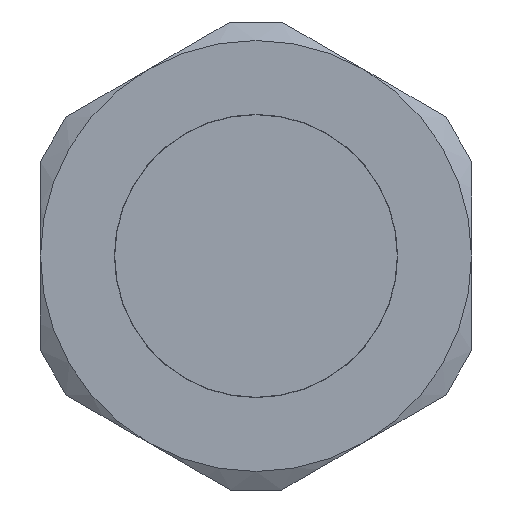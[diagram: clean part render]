
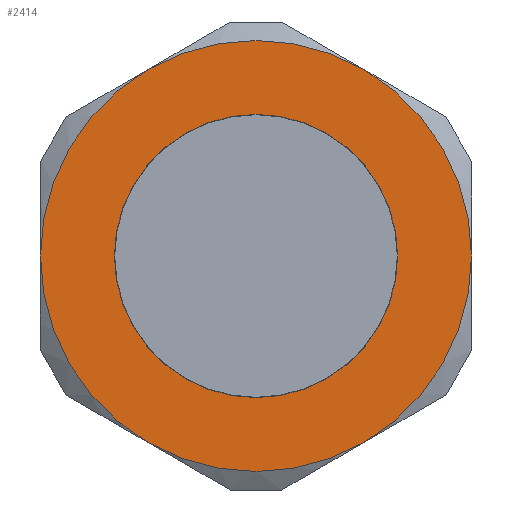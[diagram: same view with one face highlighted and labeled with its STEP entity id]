
A CAD part, front view. The second image highlights one B-rep face of the part: STEP entity #2414.
In plain terms, the highlighted planar face has unit normal (0, -1, 0).
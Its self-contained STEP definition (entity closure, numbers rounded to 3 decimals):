
#231=CARTESIAN_POINT('',(0.,1.95,0.));
#232=DIRECTION('',(0.,-1.,0.));
#233=DIRECTION('',(0.,0.,-1.));
#234=AXIS2_PLACEMENT_3D('',#231,#232,#233);
#236=CARTESIAN_POINT('',(0.,1.95,0.));
#237=DIRECTION('',(0.,1.,0.));
#238=DIRECTION('',(0.,0.,-1.));
#239=AXIS2_PLACEMENT_3D('',#236,#237,#238);
#241=CARTESIAN_POINT('',(0.,1.95,0.));
#242=DIRECTION('',(0.,-1.,0.));
#243=DIRECTION('',(1.,0.,0.));
#244=AXIS2_PLACEMENT_3D('',#241,#242,#243);
#246=CARTESIAN_POINT('',(0.,1.95,0.));
#247=DIRECTION('',(0.,-1.,0.));
#248=DIRECTION('',(0.5,0.,-0.866));
#249=AXIS2_PLACEMENT_3D('',#246,#247,#248);
#251=CARTESIAN_POINT('',(0.,1.95,0.));
#252=DIRECTION('',(0.,-1.,0.));
#253=DIRECTION('',(-0.5,0.,-0.866));
#254=AXIS2_PLACEMENT_3D('',#251,#252,#253);
#256=CARTESIAN_POINT('',(0.,1.95,0.));
#257=DIRECTION('',(0.,-1.,0.));
#258=DIRECTION('',(-1.,0.,0.));
#259=AXIS2_PLACEMENT_3D('',#256,#257,#258);
#261=CARTESIAN_POINT('',(0.,1.95,0.));
#262=DIRECTION('',(0.,-1.,0.));
#263=DIRECTION('',(-0.5,0.,0.866));
#264=AXIS2_PLACEMENT_3D('',#261,#262,#263);
#266=CARTESIAN_POINT('',(0.,1.95,0.));
#267=DIRECTION('',(0.,-1.,0.));
#268=DIRECTION('',(0.5,0.,0.866));
#269=AXIS2_PLACEMENT_3D('',#266,#267,#268);
#1863=CARTESIAN_POINT('',(0.,1.95,-7.565));
#1865=VERTEX_POINT('',#1863);
#1867=CARTESIAN_POINT('',(0.,1.95,7.565));
#1869=VERTEX_POINT('',#1867);
#1910=CARTESIAN_POINT('',(11.513,1.95,0.));
#1911=CARTESIAN_POINT('',(5.756,1.95,9.97));
#1912=VERTEX_POINT('',#1910);
#1913=VERTEX_POINT('',#1911);
#1914=CARTESIAN_POINT('',(-5.756,1.95,9.97));
#1915=VERTEX_POINT('',#1914);
#1916=CARTESIAN_POINT('',(-11.513,1.95,0.));
#1917=VERTEX_POINT('',#1916);
#1918=CARTESIAN_POINT('',(-5.756,1.95,-9.97));
#1919=VERTEX_POINT('',#1918);
#1920=CARTESIAN_POINT('',(5.756,1.95,-9.97));
#1921=VERTEX_POINT('',#1920);
#2391=CARTESIAN_POINT('',(0.,1.95,0.));
#2392=DIRECTION('',(0.,1.,0.));
#2393=DIRECTION('',(0.,0.,-1.));
#2394=AXIS2_PLACEMENT_3D('',#2391,#2392,#2393);
#2395=PLANE('',#2394);
#2397=ORIENTED_EDGE('',*,*,#2396,.F.);
#2399=ORIENTED_EDGE('',*,*,#2398,.F.);
#2401=ORIENTED_EDGE('',*,*,#2400,.F.);
#2403=ORIENTED_EDGE('',*,*,#2402,.F.);
#2405=ORIENTED_EDGE('',*,*,#2404,.F.);
#2407=ORIENTED_EDGE('',*,*,#2406,.F.);
#2408=EDGE_LOOP('',(#2397,#2399,#2401,#2403,#2405,#2407));
#2409=FACE_OUTER_BOUND('',#2408,.F.);
#2410=ORIENTED_EDGE('',*,*,#2138,.T.);
#2411=ORIENTED_EDGE('',*,*,#2120,.F.);
#2412=EDGE_LOOP('',(#2410,#2411));
#2413=FACE_BOUND('',#2412,.F.);
#235=CIRCLE('',#234,7.565);
#240=CIRCLE('',#239,7.565);
#245=CIRCLE('',#244,11.513);
#250=CIRCLE('',#249,11.513);
#255=CIRCLE('',#254,11.513);
#260=CIRCLE('',#259,11.513);
#265=CIRCLE('',#264,11.513);
#270=CIRCLE('',#269,11.513);
#2120=EDGE_CURVE('',#1865,#1869,#240,.T.);
#2138=EDGE_CURVE('',#1865,#1869,#235,.T.);
#2396=EDGE_CURVE('',#1912,#1913,#245,.T.);
#2398=EDGE_CURVE('',#1921,#1912,#250,.T.);
#2400=EDGE_CURVE('',#1919,#1921,#255,.T.);
#2402=EDGE_CURVE('',#1917,#1919,#260,.T.);
#2404=EDGE_CURVE('',#1915,#1917,#265,.T.);
#2406=EDGE_CURVE('',#1913,#1915,#270,.T.);
#2414=ADVANCED_FACE('',(#2409,#2413),#2395,.F.);
